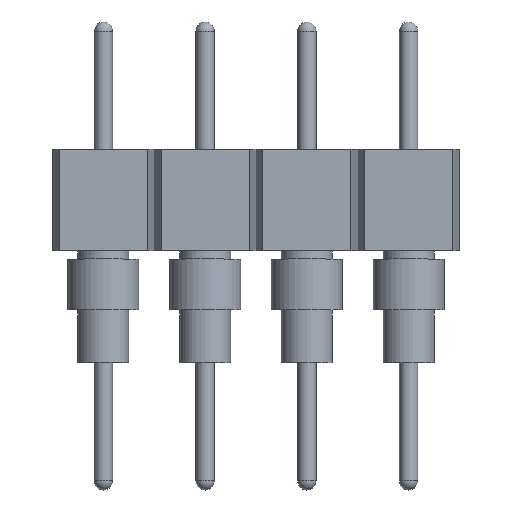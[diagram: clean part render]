
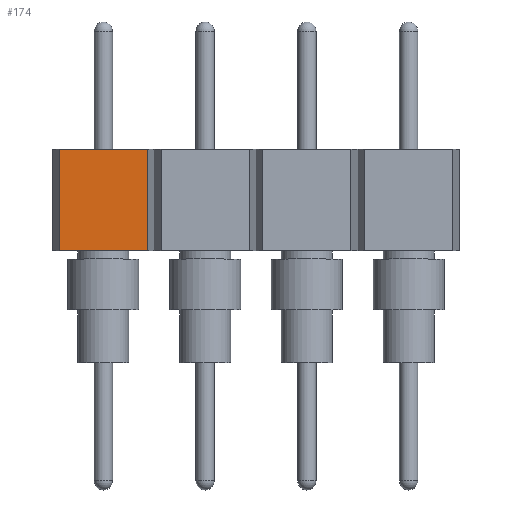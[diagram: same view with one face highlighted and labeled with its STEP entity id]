
A CAD part, top view. The second image highlights one B-rep face of the part: STEP entity #174.
In plain terms, the highlighted planar face has unit normal (0, 0, 1).
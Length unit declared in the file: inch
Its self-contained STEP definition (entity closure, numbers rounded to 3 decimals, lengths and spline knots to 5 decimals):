
#174 = ADVANCED_FACE( '', ( #339 ), #340, .F. );
#339 = FACE_OUTER_BOUND( '', #505, .T. );
#340 = PLANE( '', #506 );
#505 = EDGE_LOOP( '', ( #777, #778, #779, #780 ) );
#506 = AXIS2_PLACEMENT_3D( '', #781, #782, #783 );
#777 = ORIENTED_EDGE( '', *, *, #1050, .T. );
#778 = ORIENTED_EDGE( '', *, *, #1060, .F. );
#779 = ORIENTED_EDGE( '', *, *, #991, .F. );
#780 = ORIENTED_EDGE( '', *, *, #968, .T. );
#781 = CARTESIAN_POINT( '', ( 0.0067, 0.1, 0.048 ) );
#782 = DIRECTION( '', ( 0., 0., -1. ) );
#783 = DIRECTION( '', ( -1., 0., 0. ) );
#968 = EDGE_CURVE( '', #1121, #1119, #1122, .T. );
#991 = EDGE_CURVE( '', #1121, #1160, #1161, .T. );
#1050 = EDGE_CURVE( '', #1119, #1255, #1257, .T. );
#1060 = EDGE_CURVE( '', #1160, #1255, #1268, .T. );
#1119 = VERTEX_POINT( '', #1336 );
#1121 = VERTEX_POINT( '', #1339 );
#1122 = LINE( '', #1340, #1341 );
#1160 = VERTEX_POINT( '', #1389 );
#1161 = LINE( '', #1390, #1391 );
#1255 = VERTEX_POINT( '', #1530 );
#1257 = LINE( '', #1533, #1534 );
#1268 = LINE( '', #1547, #1548 );
#1336 = CARTESIAN_POINT( '', ( 0.0067, 0., 0.048 ) );
#1339 = CARTESIAN_POINT( '', ( 0.0067, 0.1, 0.048 ) );
#1340 = CARTESIAN_POINT( '', ( 0.0067, 0.1, 0.048 ) );
#1341 = VECTOR( '', #1605, 39.37008 );
#1389 = CARTESIAN_POINT( '', ( 0.0933, 0.1, 0.048 ) );
#1390 = CARTESIAN_POINT( '', ( 0.0067, 0.1, 0.048 ) );
#1391 = VECTOR( '', #1637, 39.37008 );
#1530 = CARTESIAN_POINT( '', ( 0.0933, 0., 0.048 ) );
#1533 = CARTESIAN_POINT( '', ( 0.0067, 0., 0.048 ) );
#1534 = VECTOR( '', #1699, 39.37008 );
#1547 = CARTESIAN_POINT( '', ( 0.0933, 0.1, 0.048 ) );
#1548 = VECTOR( '', #1708, 39.37008 );
#1605 = DIRECTION( '', ( 0., -1., 0. ) );
#1637 = DIRECTION( '', ( 1., 0., 0. ) );
#1699 = DIRECTION( '', ( 1., 0., 0. ) );
#1708 = DIRECTION( '', ( 0., -1., 0. ) );
